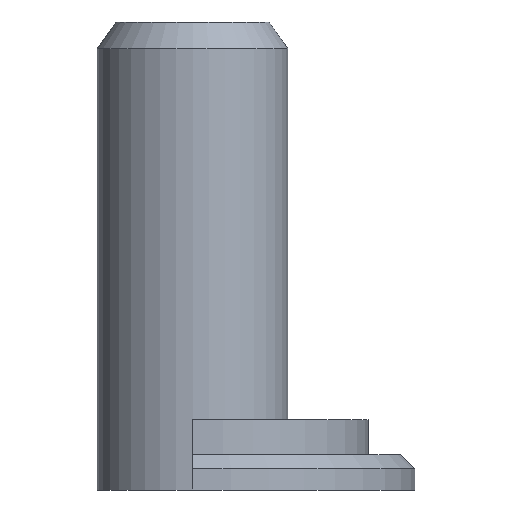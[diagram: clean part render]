
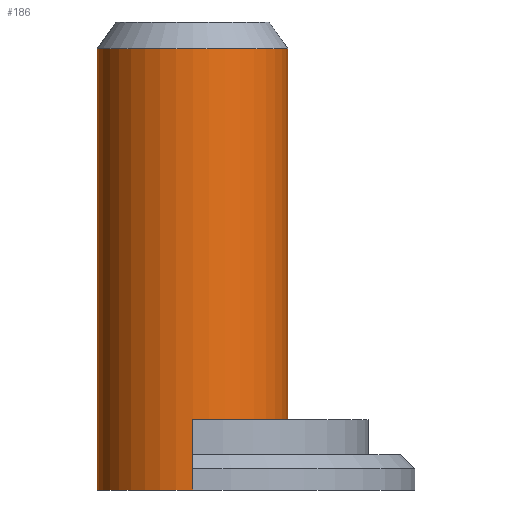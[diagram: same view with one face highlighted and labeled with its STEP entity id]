
A CAD part, left-side view. The second image highlights one B-rep face of the part: STEP entity #186.
In plain terms, the highlighted cylindrical face has radius 4.075 mm (diameter 8.15 mm), a full revolution.
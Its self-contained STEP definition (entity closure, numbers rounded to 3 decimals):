
#21=CYLINDRICAL_SURFACE('',#214,4.075);
#25=FACE_OUTER_BOUND('',#36,.T.);
#36=EDGE_LOOP('',(#136,#137,#138,#139,#140,#141,#142,#143));
#47=LINE('',#302,#63);
#48=LINE('',#306,#64);
#49=LINE('',#309,#65);
#63=VECTOR('',#244,4.075);
#64=VECTOR('',#247,10.);
#65=VECTOR('',#250,10.);
#79=CIRCLE('',#212,4.075);
#80=CIRCLE('',#213,4.075);
#81=CIRCLE('',#215,4.075);
#82=CIRCLE('',#216,4.075);
#89=VERTEX_POINT('',#295);
#90=VERTEX_POINT('',#297);
#91=VERTEX_POINT('',#301);
#92=VERTEX_POINT('',#303);
#93=VERTEX_POINT('',#305);
#94=VERTEX_POINT('',#307);
#107=EDGE_CURVE('',#89,#90,#79,.T.);
#108=EDGE_CURVE('',#90,#89,#80,.T.);
#109=EDGE_CURVE('',#90,#91,#47,.T.);
#110=EDGE_CURVE('',#92,#91,#81,.T.);
#111=EDGE_CURVE('',#93,#92,#48,.T.);
#112=EDGE_CURVE('',#94,#93,#82,.T.);
#113=EDGE_CURVE('',#91,#94,#49,.T.);
#136=ORIENTED_EDGE('',*,*,#107,.F.);
#137=ORIENTED_EDGE('',*,*,#108,.F.);
#138=ORIENTED_EDGE('',*,*,#109,.T.);
#139=ORIENTED_EDGE('',*,*,#110,.F.);
#140=ORIENTED_EDGE('',*,*,#111,.F.);
#141=ORIENTED_EDGE('',*,*,#112,.F.);
#142=ORIENTED_EDGE('',*,*,#113,.F.);
#143=ORIENTED_EDGE('',*,*,#109,.F.);
#186=ADVANCED_FACE('',(#25),#21,.T.);
#212=AXIS2_PLACEMENT_3D('',#298,#238,#239);
#213=AXIS2_PLACEMENT_3D('',#299,#240,#241);
#214=AXIS2_PLACEMENT_3D('',#300,#242,#243);
#215=AXIS2_PLACEMENT_3D('',#304,#245,#246);
#216=AXIS2_PLACEMENT_3D('',#308,#248,#249);
#238=DIRECTION('center_axis',(0.,0.,1.));
#239=DIRECTION('ref_axis',(-1.,0.,0.));
#240=DIRECTION('center_axis',(0.,0.,1.));
#241=DIRECTION('ref_axis',(-1.,0.,0.));
#242=DIRECTION('center_axis',(0.,0.,1.));
#243=DIRECTION('ref_axis',(1.,0.,0.));
#244=DIRECTION('',(0.,0.,-1.));
#245=DIRECTION('center_axis',(0.,0.,-1.));
#246=DIRECTION('ref_axis',(1.,0.,0.));
#247=DIRECTION('',(0.,0.,1.));
#248=DIRECTION('center_axis',(0.,0.,-1.));
#249=DIRECTION('ref_axis',(1.,0.,0.));
#250=DIRECTION('',(0.,0.,-1.));
#295=CARTESIAN_POINT('',(4.075,0.,18.857));
#297=CARTESIAN_POINT('',(-4.075,0.,18.857));
#298=CARTESIAN_POINT('Origin',(0.,0.,18.857));
#299=CARTESIAN_POINT('Origin',(0.,0.,18.857));
#300=CARTESIAN_POINT('Origin',(0.,0.,11.5));
#301=CARTESIAN_POINT('',(-4.075,0.,3.));
#302=CARTESIAN_POINT('',(-4.075,0.,11.5));
#303=CARTESIAN_POINT('',(4.075,0.,3.));
#304=CARTESIAN_POINT('Origin',(0.,0.,3.));
#305=CARTESIAN_POINT('',(4.075,0.,0.));
#306=CARTESIAN_POINT('',(4.075,0.,3.));
#307=CARTESIAN_POINT('',(-4.075,0.,0.));
#308=CARTESIAN_POINT('Origin',(0.,0.,0.));
#309=CARTESIAN_POINT('',(-4.075,0.,3.));
